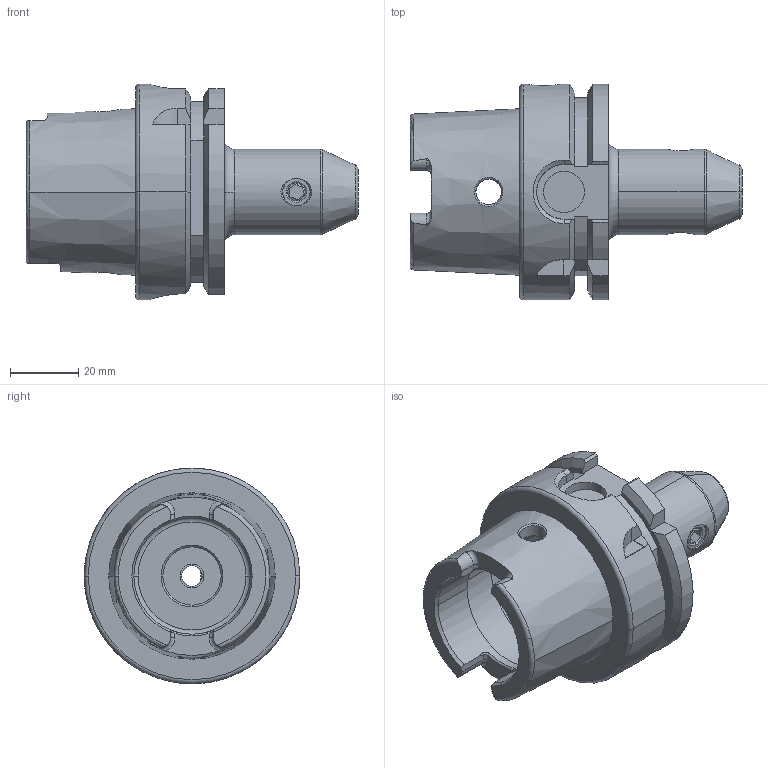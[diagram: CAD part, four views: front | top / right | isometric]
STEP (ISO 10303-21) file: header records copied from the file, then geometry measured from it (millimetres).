
FILE_DESCRIPTION (( 'STEP AP203' ), '1' );
FILE_NAME ('9163A-WE806065.STEP', '2016-09-26T10:16:34', ( '' ), ( '' ), 'SwSTEP 2.0', 'SolidWorks 2009', '' );
FILE_SCHEMA (( 'CONFIG_CONTROL_DESIGN' ));
Length unit declared in the file: millimetre
Products named in the file (3): 9163A-WE806065; M6X10._DIN 913 - M8 x 8-N; HSKA63EM06065WW
Assembly tree (2 placements, depth 2):
  9163A-WE806065
    M6X10._DIN 913 - M8 x 8-N
    HSKA63EM06065WW
Bounding box: 97 x 63 x 63 mm (x, y, z)
Volume: 97013 mm3; surface area: 26196.2 mm2
Topology: 2 solids, 2 shells, 181 faces, 460 edges, 289 vertices
Faces by surface type: plane 60, cylinder 53, cone 31, torus 25, bspline 10, sphere 2
Entity records: 7245 total; most frequent: CARTESIAN_POINT 2679, ORIENTED_EDGE 916, DIRECTION 870, EDGE_CURVE 458, AXIS2_PLACEMENT_3D 348, VERTEX_POINT 289, EDGE_LOOP 197, FACE_OUTER_BOUND 181
